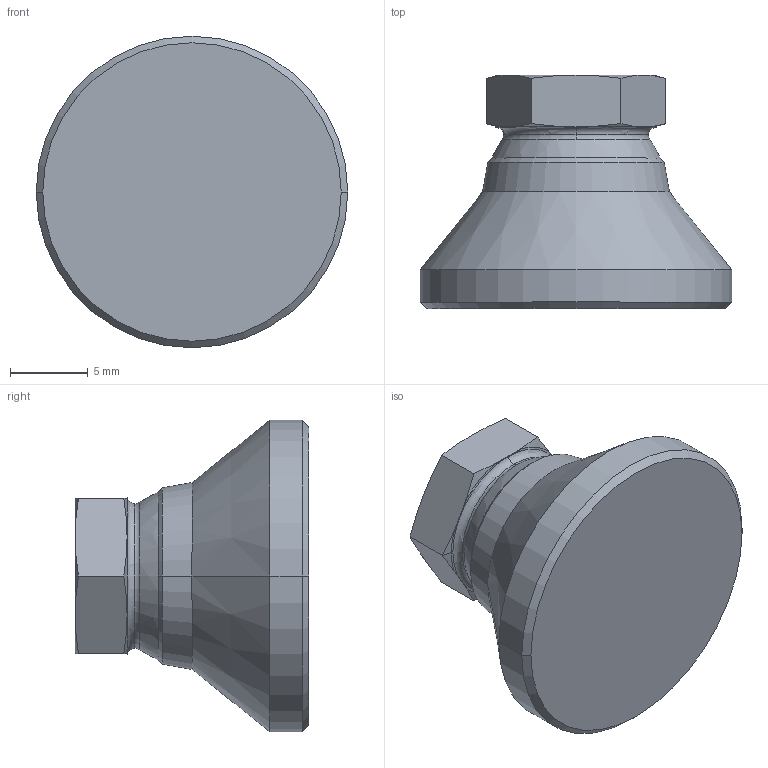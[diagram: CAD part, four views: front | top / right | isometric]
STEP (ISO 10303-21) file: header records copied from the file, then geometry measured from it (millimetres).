
FILE_DESCRIPTION( ( '' ), '1' );
FILE_NAME( 'K0395.206_0'.stp', '2012-10-31T15:20:32', ( '' ), ( '' ), ' ', ' ', ' ' );
FILE_SCHEMA( ( 'CONFIG_CONTROL_DESIGN' ) );
Length unit declared in the file: millimetre
Products named in the file (1): 1
Bounding box: 20 x 15 x 20 mm (x, y, z)
Volume: 2285.1 mm3; surface area: 1291.8 mm2
Topology: 1 solids, 1 shells, 63 faces, 139 edges, 78 vertices
Faces by surface type: cone 28, plane 26, torus 4, cylinder 4, sphere 1
Entity records: 1768 total; most frequent: CARTESIAN_POINT 411, DIRECTION 286, ORIENTED_EDGE 274, EDGE_CURVE 137, AXIS2_PLACEMENT_3D 121, VERTEX_POINT 78, EDGE_LOOP 65, FACE_OUTER_BOUND 64
